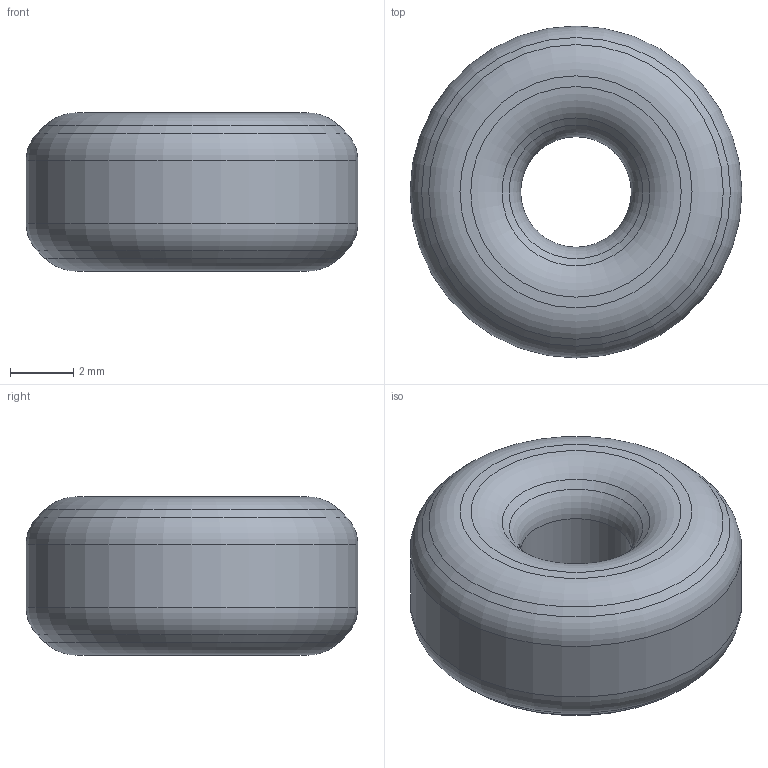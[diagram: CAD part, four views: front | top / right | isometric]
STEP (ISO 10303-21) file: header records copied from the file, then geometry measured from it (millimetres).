
FILE_DESCRIPTION(/* description */ (''),/* implementation_level */ '2;1');
FILE_NAME(/* name */ 'TreeStrapBead.step',/* time_stamp */ '2019-04-11T18:37:20-06:00',/* author */ (''),/* organization */ (''),/* preprocessor_version */ 'ST-DEVELOPER v18',/* originating_system */ 'Autodesk Translation Framework v8.2.0.1029',/* authorisation */ '');
FILE_SCHEMA (('AUTOMOTIVE_DESIGN { 1 0 10303 214 3 1 1 }'));
Length unit declared in the file: millimetre
Products named in the file (1): TreeStrapBead
Bounding box: 10.5 x 10.5 x 5 mm (x, y, z)
Volume: 334.2 mm3; surface area: 312.3 mm2
Topology: 1 solids, 1 shells, 16 faces, 38 edges, 24 vertices
Faces by surface type: torus 8, cone 4, plane 2, cylinder 2
Full cylindrical faces by diameter (mm): 3.5 x1, 10.5 x1
Entity records: 519 total; most frequent: DIRECTION 104, CARTESIAN_POINT 79, ORIENTED_EDGE 76, AXIS2_PLACEMENT_3D 49, EDGE_CURVE 38, CIRCLE 32, VERTEX_POINT 24, EDGE_LOOP 18
